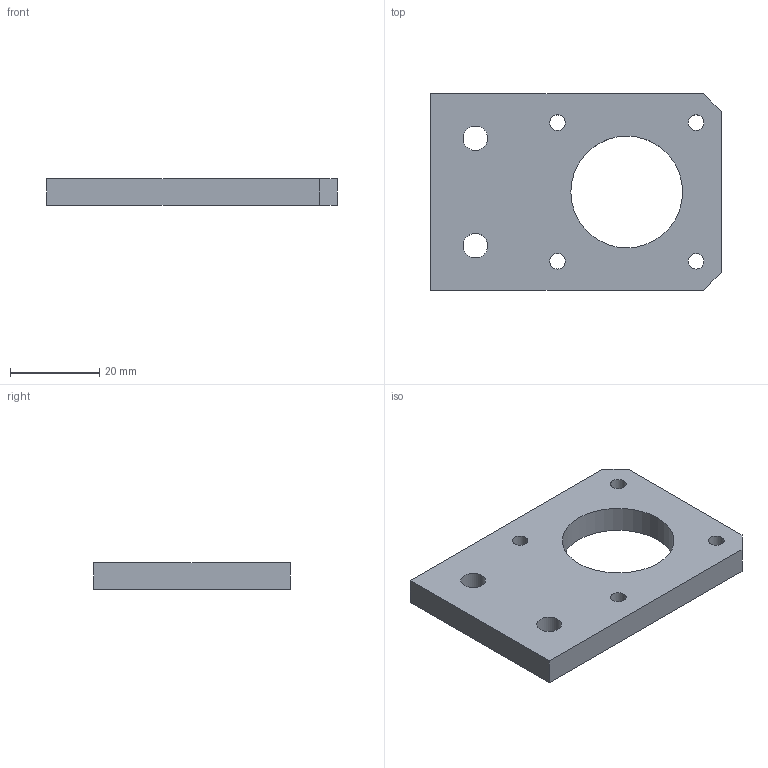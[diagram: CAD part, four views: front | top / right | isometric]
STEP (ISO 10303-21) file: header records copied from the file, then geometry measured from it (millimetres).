
Length unit declared in the file: millimetre
Products named in the file (1): Nosač motora1
Bounding box: 65 x 44 x 6 mm (x, y, z)
Volume: 13602.8 mm3; surface area: 6756.6 mm2
Topology: 1 solids, 1 shells, 15 faces, 39 edges, 26 vertices
Faces by surface type: plane 8, cylinder 7
Full cylindrical faces by diameter (mm): 3.5 x4, 5.5 x2, 25 x1
Entity records: 538 total; most frequent: DIRECTION 85, CARTESIAN_POINT 81, ORIENTED_EDGE 78, EDGE_CURVE 39, AXIS2_PLACEMENT_3D 30, EDGE_LOOP 29, VERTEX_POINT 26, LINE 25
